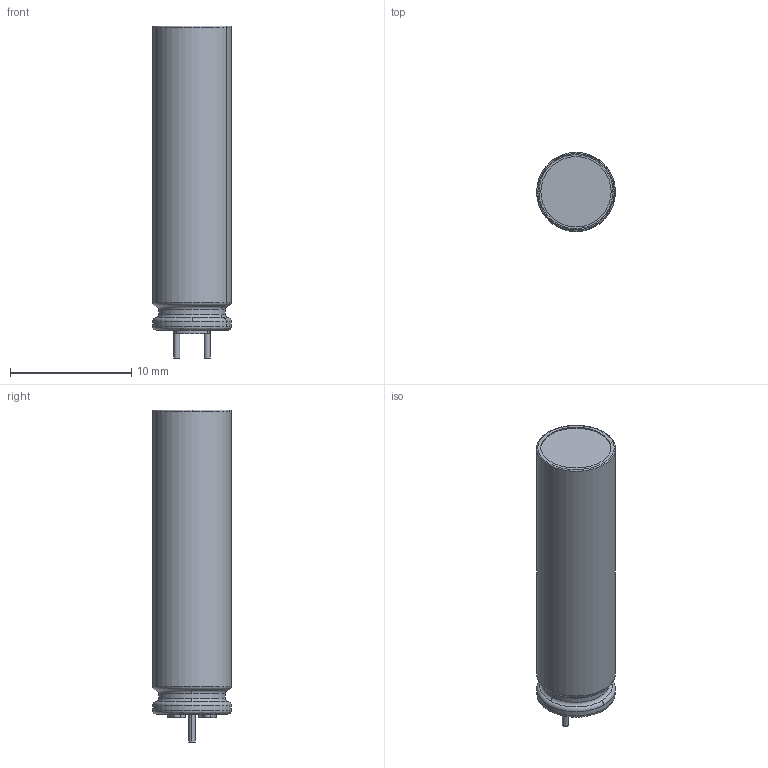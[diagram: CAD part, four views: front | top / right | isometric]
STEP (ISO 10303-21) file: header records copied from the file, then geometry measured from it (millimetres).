
FILE_DESCRIPTION(('FreeCAD Model'),'2;1');
FILE_NAME('CAPPR250-630X2500.step', '2020-02-22T13:48:47',(''),(''),'Open CASCADE STEP processor 7.3', 'FreeCAD','Unknown');
FILE_SCHEMA(('AUTOMOTIVE_DESIGN { 1 0 10303 214 1 1 1 1 }'));
Length unit declared in the file: millimetre
Products named in the file (1): Compound003
Bounding box: 6.5 x 6.5 x 27.4 mm (x, y, z)
Volume: 826.4 mm3; surface area: 1723.5 mm2
Topology: 6 solids, 6 shells, 142 faces, 1095 edges, 3158 vertices
Faces by surface type: cylinder 52, torus 42, plane 29, bspline 15, revolution 4
Entity records: 34707 total; most frequent: CARTESIAN_POINT 21203, DIRECTION 2115, AXIS2_PLACEMENT_3D 850, CIRCLE 769, GEOMETRIC_CURVE_SET 731, ORIENTED_EDGE 730, PCURVE 730, DEFINITIONAL_REPRESENTATION 730
